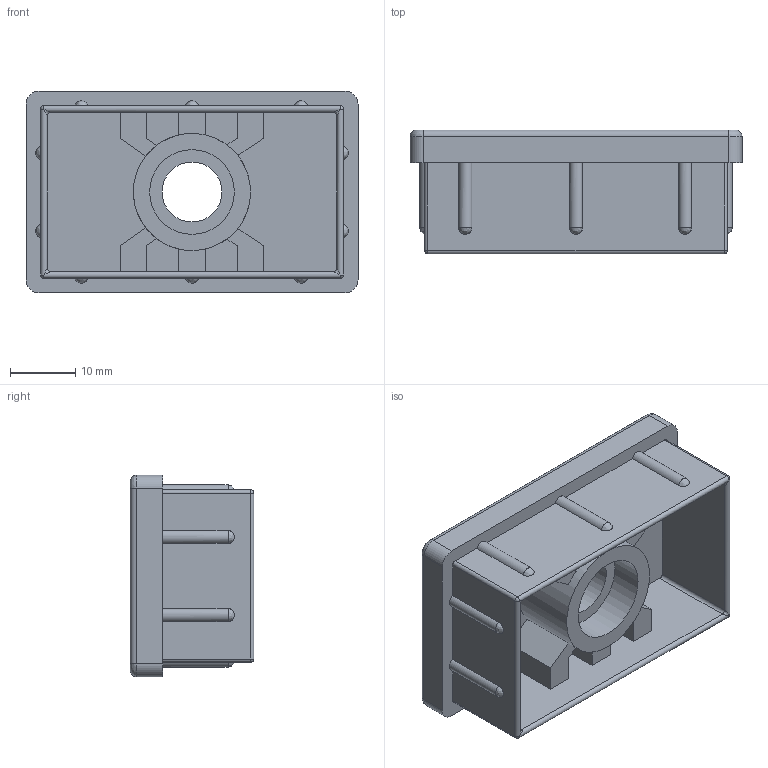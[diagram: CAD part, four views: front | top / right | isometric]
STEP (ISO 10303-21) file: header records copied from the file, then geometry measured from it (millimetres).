
FILE_DESCRIPTION(/* description */ (''),/* implementation_level */ '2;1');
FILE_NAME(/* name */ 'PR34-3050.stp',/* time_stamp */ '2024-08-30T12:21:10+09:00',/* author */ ('user'),/* organization */ (''),/* preprocessor_version */ 'ST-DEVELOPER v15.6',/* originating_system */ 'Autodesk Inventor 2015',/* authorisation */ '');
FILE_SCHEMA (('AUTOMOTIVE_DESIGN { 1 0 10303 214 3 1 1 }'));
Length unit declared in the file: millimetre
Products named in the file (1): PR34-3050
Bounding box: 51 x 19 x 31 mm (x, y, z)
Volume: 12204.6 mm3; surface area: 9111.5 mm2
Topology: 1 solids, 1 shells, 106 faces, 299 edges, 194 vertices
Faces by surface type: plane 49, cylinder 34, bspline 18, sphere 4, cone 1
Full cylindrical faces by diameter (mm): 9.2 x1, 13 x2, 18 x1
Entity records: 4147 total; most frequent: CARTESIAN_POINT 1470, ORIENTED_EDGE 576, DIRECTION 518, EDGE_CURVE 288, VERTEX_POINT 192, LINE 176, VECTOR 176, AXIS2_PLACEMENT_3D 171
